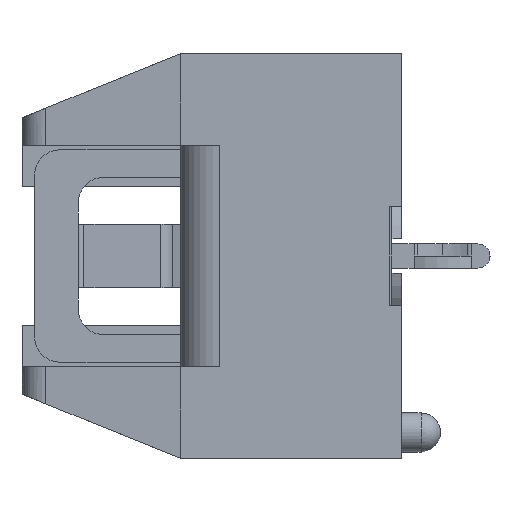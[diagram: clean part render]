
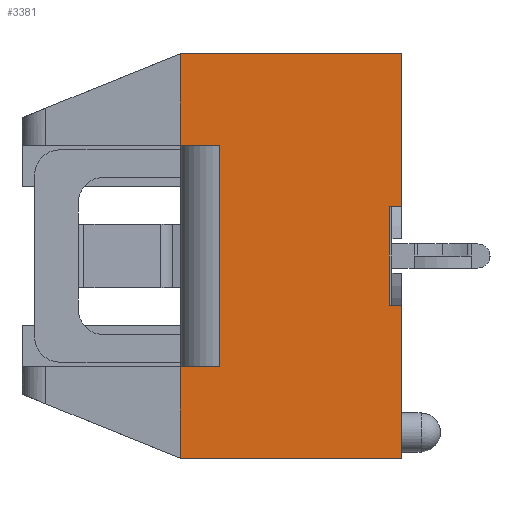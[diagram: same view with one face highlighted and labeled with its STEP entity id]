
A CAD part, left-side view. The second image highlights one B-rep face of the part: STEP entity #3381.
In plain terms, the highlighted planar face has unit normal (-1, 0, 0).
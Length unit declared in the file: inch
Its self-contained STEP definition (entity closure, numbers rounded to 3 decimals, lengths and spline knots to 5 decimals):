
#1 = VERTEX_POINT ( 'NONE', #4644 ) ;
#14 = EDGE_CURVE ( 'NONE', #1, #26520, #4661, .T. ) ;
#273 = VERTEX_POINT ( 'NONE', #5151 ) ;
#301 = VERTEX_POINT ( 'NONE', #5234 ) ;
#309 = VERTEX_POINT ( 'NONE', #5231 ) ;
#312 = VERTEX_POINT ( 'NONE', #5228 ) ;
#325 = EDGE_CURVE ( 'NONE', #273, #329, #5210, .T. ) ;
#329 = VERTEX_POINT ( 'NONE', #5259 ) ;
#394 = EDGE_CURVE ( 'NONE', #312, #301, #5359, .T. ) ;
#448 = EDGE_CURVE ( 'NONE', #472, #312, #5450, .T. ) ;
#472 = VERTEX_POINT ( 'NONE', #5474 ) ;
#601 = EDGE_CURVE ( 'NONE', #309, #472, #5712, .T. ) ;
#654 = VERTEX_POINT ( 'NONE', #5848 ) ;
#664 = VERTEX_POINT ( 'NONE', #5832 ) ;
#670 = EDGE_CURVE ( 'NONE', #654, #664, #5881, .T. ) ;
#845 = EDGE_CURVE ( 'NONE', #301, #273, #6288, .T. ) ;
#973 = EDGE_CURVE ( 'NONE', #26520, #985, #6514, .T. ) ;
#985 = VERTEX_POINT ( 'NONE', #6560 ) ;
#3378 = EDGE_LOOP ( 'NONE', ( #3462, #3463, #3464, #3457, #3460, #3380, #3458, #3444, #3441, #3456, #3449, #3447 ) ) ;
#3379 = EDGE_CURVE ( 'NONE', #26145, #985, #13140, .T. ) ;
#3380 = ORIENTED_EDGE ( 'NONE', *, *, #448, .T. ) ;
#3381 = ADVANCED_FACE ( 'NONE', ( #13136 ), #13135, .T. ) ;
#3441 = ORIENTED_EDGE ( 'NONE', *, *, #325, .T. ) ;
#3444 = ORIENTED_EDGE ( 'NONE', *, *, #845, .T. ) ;
#3447 = ORIENTED_EDGE ( 'NONE', *, *, #973, .T. ) ;
#3448 = EDGE_CURVE ( 'NONE', #1, #329, #13252, .T. ) ;
#3449 = ORIENTED_EDGE ( 'NONE', *, *, #14, .T. ) ;
#3456 = ORIENTED_EDGE ( 'NONE', *, *, #3448, .F. ) ;
#3457 = ORIENTED_EDGE ( 'NONE', *, *, #3461, .F. ) ;
#3458 = ORIENTED_EDGE ( 'NONE', *, *, #394, .T. ) ;
#3460 = ORIENTED_EDGE ( 'NONE', *, *, #601, .T. ) ;
#3461 = EDGE_CURVE ( 'NONE', #309, #664, #13308, .T. ) ;
#3462 = ORIENTED_EDGE ( 'NONE', *, *, #3379, .F. ) ;
#3463 = ORIENTED_EDGE ( 'NONE', *, *, #26141, .F. ) ;
#3464 = ORIENTED_EDGE ( 'NONE', *, *, #670, .T. ) ;
#4644 = CARTESIAN_POINT ( 'NONE',  ( -1.18, -0.015, -0.32 ) ) ;
#4658 = DIRECTION ( 'NONE',  ( 0., 0., 1. ) ) ;
#4659 = VECTOR ( 'NONE', #4658, 39.37008 ) ;
#4660 = CARTESIAN_POINT ( 'NONE',  ( -1.18, -0.015, -0.32 ) ) ;
#4661 = LINE ( 'NONE', #4660, #4659 ) ;
#5151 = CARTESIAN_POINT ( 'NONE',  ( -1.18, 0.335, -0.175 ) ) ;
#5207 = DIRECTION ( 'NONE',  ( 0., 0., -1. ) ) ;
#5208 = VECTOR ( 'NONE', #5207, 39.37008 ) ;
#5209 = CARTESIAN_POINT ( 'NONE',  ( -1.18, 0.335, 0.32 ) ) ;
#5210 = LINE ( 'NONE', #5209, #5208 ) ;
#5228 = CARTESIAN_POINT ( 'NONE',  ( -1.18, 0.273, 0.175 ) ) ;
#5231 = CARTESIAN_POINT ( 'NONE',  ( -1.18, 0.335, 0.32 ) ) ;
#5234 = CARTESIAN_POINT ( 'NONE',  ( -1.18, 0.273, -0.175 ) ) ;
#5259 = CARTESIAN_POINT ( 'NONE',  ( -1.18, 0.335, -0.32 ) ) ;
#5356 = DIRECTION ( 'NONE',  ( 0., 0., -1. ) ) ;
#5357 = VECTOR ( 'NONE', #5356, 39.37008 ) ;
#5358 = CARTESIAN_POINT ( 'NONE',  ( -1.18, 0.273, 0.32 ) ) ;
#5359 = LINE ( 'NONE', #5358, #5357 ) ;
#5447 = DIRECTION ( 'NONE',  ( 0., -1., 0. ) ) ;
#5448 = VECTOR ( 'NONE', #5447, 39.37008 ) ;
#5449 = CARTESIAN_POINT ( 'NONE',  ( -1.18, 0.585, 0.175 ) ) ;
#5450 = LINE ( 'NONE', #5449, #5448 ) ;
#5474 = CARTESIAN_POINT ( 'NONE',  ( -1.18, 0.335, 0.175 ) ) ;
#5709 = DIRECTION ( 'NONE',  ( 0., 0., -1. ) ) ;
#5710 = VECTOR ( 'NONE', #5709, 39.37008 ) ;
#5711 = CARTESIAN_POINT ( 'NONE',  ( -1.18, 0.335, 0.32 ) ) ;
#5712 = LINE ( 'NONE', #5711, #5710 ) ;
#5832 = CARTESIAN_POINT ( 'NONE',  ( -1.18, -0.015, 0.32 ) ) ;
#5848 = CARTESIAN_POINT ( 'NONE',  ( -1.18, -0.015, 0.0775 ) ) ;
#5878 = DIRECTION ( 'NONE',  ( 0., 0., 1. ) ) ;
#5879 = VECTOR ( 'NONE', #5878, 39.37008 ) ;
#5880 = CARTESIAN_POINT ( 'NONE',  ( -1.18, -0.015, 0.32 ) ) ;
#5881 = LINE ( 'NONE', #5880, #5879 ) ;
#6285 = DIRECTION ( 'NONE',  ( 0., 1., 0. ) ) ;
#6286 = VECTOR ( 'NONE', #6285, 39.37008 ) ;
#6287 = CARTESIAN_POINT ( 'NONE',  ( -1.18, 0.585, -0.175 ) ) ;
#6288 = LINE ( 'NONE', #6287, #6286 ) ;
#6511 = DIRECTION ( 'NONE',  ( 0., 1., 0. ) ) ;
#6512 = VECTOR ( 'NONE', #6511, 39.37008 ) ;
#6513 = CARTESIAN_POINT ( 'NONE',  ( -1.18, -0.015, -0.0775 ) ) ;
#6514 = LINE ( 'NONE', #6513, #6512 ) ;
#6560 = CARTESIAN_POINT ( 'NONE',  ( -1.18, 0.004, -0.0775 ) ) ;
#12987 = DIRECTION ( 'NONE',  ( 0., 1., 0. ) ) ;
#12988 = VECTOR ( 'NONE', #12987, 39.37008 ) ;
#13135 = PLANE ( 'NONE',  #13181 ) ;
#13136 = FACE_OUTER_BOUND ( 'NONE', #3378, .T. ) ;
#13137 = DIRECTION ( 'NONE',  ( 0., 0., -1. ) ) ;
#13138 = VECTOR ( 'NONE', #13137, 39.37008 ) ;
#13139 = CARTESIAN_POINT ( 'NONE',  ( -1.18, 0.004, 0.0775 ) ) ;
#13140 = LINE ( 'NONE', #13139, #13138 ) ;
#13178 = DIRECTION ( 'NONE',  ( 0., 0., -1. ) ) ;
#13179 = DIRECTION ( 'NONE',  ( -1., 0., 0. ) ) ;
#13180 = CARTESIAN_POINT ( 'NONE',  ( -1.18, 0.585, 0.32 ) ) ;
#13181 = AXIS2_PLACEMENT_3D ( 'NONE', #13180, #13179, #13178 ) ;
#13246 = CARTESIAN_POINT ( 'NONE',  ( -1.18, 0., -0.32 ) ) ;
#13252 = LINE ( 'NONE', #13246, #12988 ) ;
#13305 = DIRECTION ( 'NONE',  ( 0., -1., 0. ) ) ;
#13306 = VECTOR ( 'NONE', #13305, 39.37008 ) ;
#13307 = CARTESIAN_POINT ( 'NONE',  ( -1.18, 0., 0.32 ) ) ;
#13308 = LINE ( 'NONE', #13307, #13306 ) ;
#24753 = CARTESIAN_POINT ( 'NONE',  ( -1.18, 0.004, 0.0775 ) ) ;
#24758 = DIRECTION ( 'NONE',  ( 0., 1., 0. ) ) ;
#24759 = VECTOR ( 'NONE', #24758, 39.37008 ) ;
#24760 = CARTESIAN_POINT ( 'NONE',  ( -1.18, -0.015, 0.0775 ) ) ;
#24761 = LINE ( 'NONE', #24760, #24759 ) ;
#25587 = CARTESIAN_POINT ( 'NONE',  ( -1.18, -0.015, -0.0775 ) ) ;
#26141 = EDGE_CURVE ( 'NONE', #654, #26145, #24761, .T. ) ;
#26145 = VERTEX_POINT ( 'NONE', #24753 ) ;
#26520 = VERTEX_POINT ( 'NONE', #25587 ) ;
